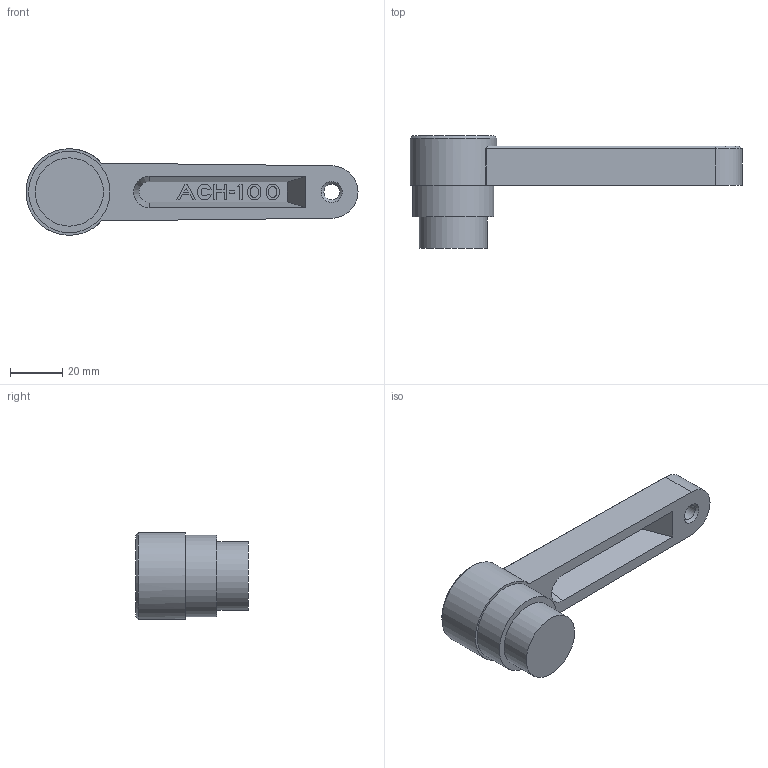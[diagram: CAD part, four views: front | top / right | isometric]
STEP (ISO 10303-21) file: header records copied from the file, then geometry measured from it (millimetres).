
FILE_DESCRIPTION(/* description */ (''),/* implementation_level */ '2;1');
FILE_NAME(/* name */ 'ACH_100_N',/* time_stamp */ '2012-11-23T14:34:09+08:00',/* author */ (''),/* organization */ (''),/* preprocessor_version */ 'ST-DEVELOPER v9',/* originating_system */ 'UGS - NX 4.0',/* authorisation */ '');
FILE_SCHEMA (('AUTOMOTIVE_DESIGN { 1 0 10303 214 1 1 1 1 }'));
Length unit declared in the file: millimetre
Products named in the file (1): Admi14BAxgwl
Bounding box: 126.5 x 43 x 33 mm (x, y, z)
Volume: 53595.4 mm3; surface area: 13862.6 mm2
Topology: 1 solids, 1 shells, 92 faces, 227 edges, 150 vertices
Faces by surface type: plane 70, cylinder 17, cone 5
Full cylindrical faces by diameter (mm): 6 x1, 26 x1, 31 x1, 33 x1
Entity records: 2679 total; most frequent: CARTESIAN_POINT 465, DIRECTION 445, ORIENTED_EDGE 436, EDGE_CURVE 218, LINE 173, VECTOR 173, VERTEX_POINT 148, AXIS2_PLACEMENT_3D 136
